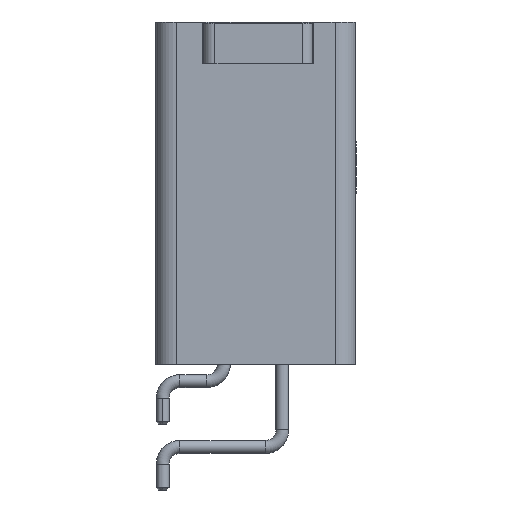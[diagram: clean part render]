
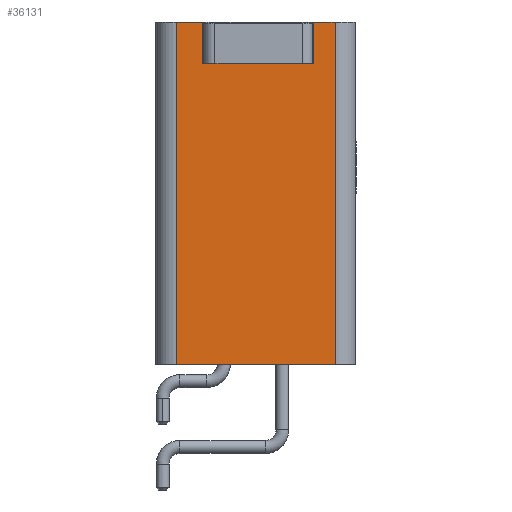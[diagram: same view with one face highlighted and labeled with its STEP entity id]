
A CAD part, left-side view. The second image highlights one B-rep face of the part: STEP entity #36131.
In plain terms, the highlighted planar face has unit normal (-1, 0, 0).
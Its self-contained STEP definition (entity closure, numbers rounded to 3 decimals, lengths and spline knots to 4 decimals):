
#6248=DIRECTION('',(0.,1.,0.));
#6249=VECTOR('',#6248,3.06);
#6250=CARTESIAN_POINT('',(-14.34,-1.53,-6.6));
#6251=LINE('',#6250,#6249);
#6281=DIRECTION('',(0.,0.,1.));
#6282=VECTOR('',#6281,6.6);
#6283=CARTESIAN_POINT('',(-14.34,1.53,-6.6));
#6284=LINE('',#6283,#6282);
#6289=DIRECTION('',(0.,1.,0.));
#6290=VECTOR('',#6289,2.14);
#6291=CARTESIAN_POINT('',(-14.34,-1.12,-0.8));
#6292=LINE('',#6291,#6290);
#6293=DIRECTION('',(0.,0.,-1.));
#6294=VECTOR('',#6293,0.8);
#6295=CARTESIAN_POINT('',(-14.34,-1.12,0.));
#6296=LINE('',#6295,#6294);
#6297=DIRECTION('',(0.,1.,0.));
#6298=VECTOR('',#6297,0.41);
#6299=CARTESIAN_POINT('',(-14.34,-1.53,0.));
#6300=LINE('',#6299,#6298);
#6301=DIRECTION('',(0.,1.,0.));
#6302=VECTOR('',#6301,0.51);
#6303=CARTESIAN_POINT('',(-14.34,1.02,0.));
#6304=LINE('',#6303,#6302);
#6355=DIRECTION('',(0.,0.,-1.));
#6356=VECTOR('',#6355,0.8);
#6357=CARTESIAN_POINT('',(-14.34,1.02,0.));
#6358=LINE('',#6357,#6356);
#8181=DIRECTION('',(0.,0.,-1.));
#8182=VECTOR('',#8181,6.6);
#8183=CARTESIAN_POINT('',(-14.34,-1.53,0.));
#8184=LINE('',#8183,#8182);
#22018=CARTESIAN_POINT('',(-14.34,-1.53,-6.6));
#22019=CARTESIAN_POINT('',(-14.34,1.53,-6.6));
#22020=VERTEX_POINT('',#22018);
#22021=VERTEX_POINT('',#22019);
#22508=CARTESIAN_POINT('',(-14.34,1.53,0.));
#22510=VERTEX_POINT('',#22508);
#24002=CARTESIAN_POINT('',(-14.34,1.02,-0.8));
#24004=VERTEX_POINT('',#24002);
#24613=CARTESIAN_POINT('',(-14.34,1.02,0.));
#24614=VERTEX_POINT('',#24613);
#24990=CARTESIAN_POINT('',(-14.34,-1.12,-0.8));
#24992=VERTEX_POINT('',#24990);
#25628=CARTESIAN_POINT('',(-14.34,-1.12,0.));
#25629=VERTEX_POINT('',#25628);
#26006=CARTESIAN_POINT('',(-14.34,-1.53,0.));
#26007=VERTEX_POINT('',#26006);
#36112=CARTESIAN_POINT('',(-14.34,1.93,0.));
#36113=DIRECTION('',(1.,0.,0.));
#36114=DIRECTION('',(0.,0.,-1.));
#36115=AXIS2_PLACEMENT_3D('',#36112,#36113,#36114);
#36116=PLANE('',#36115);
#36118=ORIENTED_EDGE('',*,*,#36117,.F.);
#36120=ORIENTED_EDGE('',*,*,#36119,.F.);
#36121=ORIENTED_EDGE('',*,*,#26851,.F.);
#36123=ORIENTED_EDGE('',*,*,#36122,.T.);
#36124=ORIENTED_EDGE('',*,*,#36067,.T.);
#36125=ORIENTED_EDGE('',*,*,#36105,.T.);
#36126=ORIENTED_EDGE('',*,*,#26863,.F.);
#36128=ORIENTED_EDGE('',*,*,#36127,.T.);
#36129=EDGE_LOOP('',(#36118,#36120,#36121,#36123,#36124,#36125,#36126,#36128));
#36130=FACE_OUTER_BOUND('',#36129,.F.);
#26851=EDGE_CURVE('',#26007,#25629,#6300,.T.);
#26863=EDGE_CURVE('',#24614,#22510,#6304,.T.);
#36067=EDGE_CURVE('',#22020,#22021,#6251,.T.);
#36105=EDGE_CURVE('',#22021,#22510,#6284,.T.);
#36117=EDGE_CURVE('',#24992,#24004,#6292,.T.);
#36119=EDGE_CURVE('',#25629,#24992,#6296,.T.);
#36122=EDGE_CURVE('',#26007,#22020,#8184,.T.);
#36127=EDGE_CURVE('',#24614,#24004,#6358,.T.);
#36131=ADVANCED_FACE('',(#36130),#36116,.F.);
